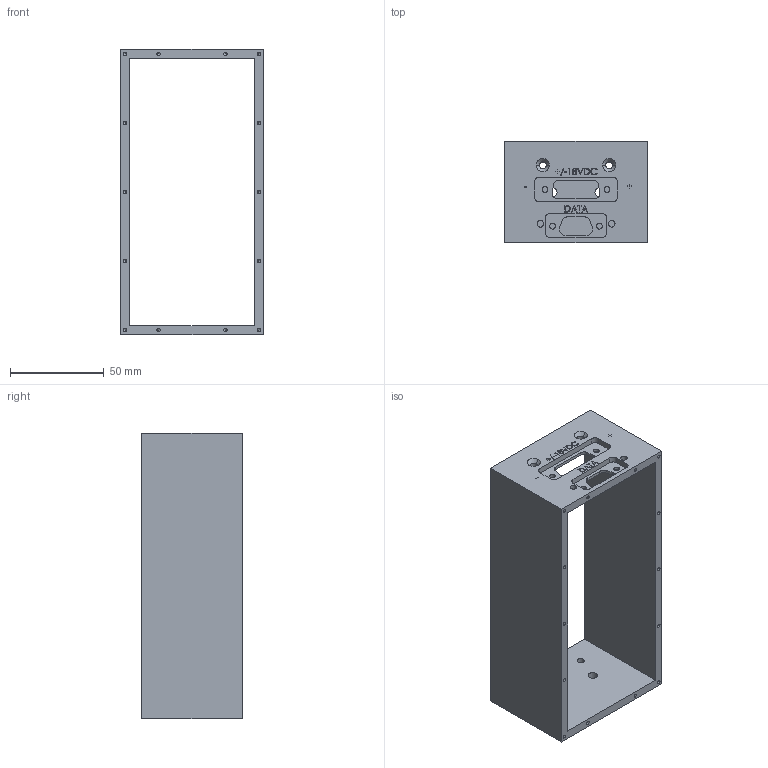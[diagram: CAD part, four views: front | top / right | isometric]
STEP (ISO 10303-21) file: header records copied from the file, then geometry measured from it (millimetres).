
FILE_DESCRIPTION (( 'STEP AP203' ), '1' );
FILE_NAME ('D1700120-v1 Bullseye Enclosure.STEP', '2017-03-14T07:15:34', ( '' ), ( '' ), 'SwSTEP 2.0', 'SolidWorks 2016', '' );
FILE_SCHEMA (( 'CONFIG_CONTROL_DESIGN' ));
Products named in the file (1): D1700120-v1 Bullseye Enclosure
Bounding box: 76.2 x 53.85 x 152.4 mm (x, y, z)
Volume: 107542.3 mm3; surface area: 53976.5 mm2
Topology: 1 solids, 1 shells, 991 faces, 2621 edges, 1698 vertices
Faces by surface type: plane 494, bspline 323, cylinder 110, cone 64
Entity records: 47888 total; most frequent: CARTESIAN_POINT 25506, ORIENTED_EDGE 5130, DIRECTION 3485, EDGE_CURVE 2565, VERTEX_POINT 1698, LINE 1691, VECTOR 1691, EDGE_LOOP 1143
